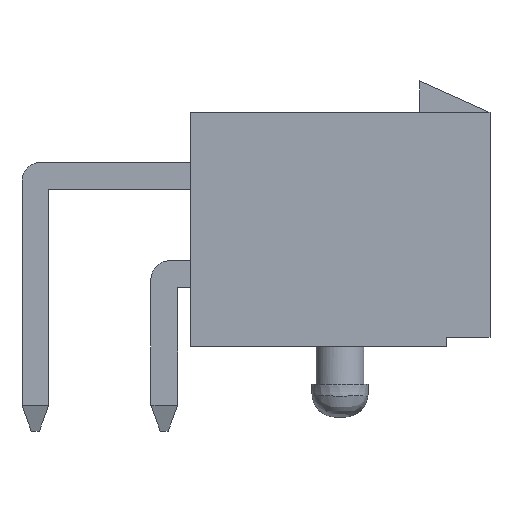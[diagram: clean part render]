
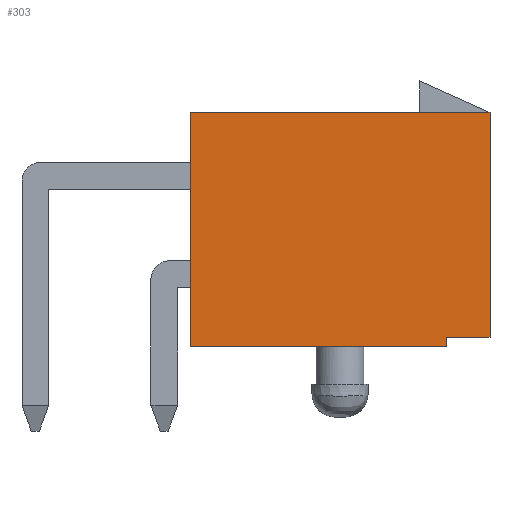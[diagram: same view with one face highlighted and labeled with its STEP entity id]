
A CAD part, left-side view. The second image highlights one B-rep face of the part: STEP entity #303.
In plain terms, the highlighted planar face has unit normal (-1, 0, 0).
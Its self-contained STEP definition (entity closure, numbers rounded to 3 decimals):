
#303 = ADVANCED_FACE( '', ( #606 ), #607, .T. );
#606 = FACE_OUTER_BOUND( '', #1476, .T. );
#607 = PLANE( '', #1477 );
#1476 = EDGE_LOOP( '', ( #2725, #2726, #2727, #2728, #2729, #2730 ) );
#1477 = AXIS2_PLACEMENT_3D( '', #2731, #2732, #2733 );
#2725 = ORIENTED_EDGE( '', *, *, #3295, .T. );
#2726 = ORIENTED_EDGE( '', *, *, #3042, .T. );
#2727 = ORIENTED_EDGE( '', *, *, #3104, .T. );
#2728 = ORIENTED_EDGE( '', *, *, #3296, .T. );
#2729 = ORIENTED_EDGE( '', *, *, #3183, .T. );
#2730 = ORIENTED_EDGE( '', *, *, #3297, .T. );
#2731 = CARTESIAN_POINT( '', ( -2.7, 0., 0. ) );
#2732 = DIRECTION( '', ( -1., 0., 0. ) );
#2733 = DIRECTION( '', ( 0., 0., 1. ) );
#3042 = EDGE_CURVE( '', #3387, #3385, #3388, .T. );
#3104 = EDGE_CURVE( '', #3385, #3495, #3496, .T. );
#3183 = EDGE_CURVE( '', #3623, #3621, #3624, .T. );
#3295 = EDGE_CURVE( '', #3767, #3387, #3768, .T. );
#3296 = EDGE_CURVE( '', #3495, #3623, #3769, .T. );
#3297 = EDGE_CURVE( '', #3621, #3767, #3770, .T. );
#3385 = VERTEX_POINT( '', #3878 );
#3387 = VERTEX_POINT( '', #3881 );
#3388 = LINE( '', #3882, #3883 );
#3495 = VERTEX_POINT( '', #4123 );
#3496 = LINE( '', #4124, #4125 );
#3621 = VERTEX_POINT( '', #4311 );
#3623 = VERTEX_POINT( '', #4314 );
#3624 = LINE( '', #4315, #4316 );
#3767 = VERTEX_POINT( '', #4657 );
#3768 = LINE( '', #4658, #4659 );
#3769 = LINE( '', #4660, #4661 );
#3770 = LINE( '', #4662, #4663 );
#3878 = CARTESIAN_POINT( '', ( -2.7, 6.4, 4.8 ) );
#3881 = CARTESIAN_POINT( '', ( -2.7, -6.4, 4.8 ) );
#3882 = CARTESIAN_POINT( '', ( -2.7, -6.4, 4.8 ) );
#3883 = VECTOR( '', #4990, 1000. );
#4123 = CARTESIAN_POINT( '', ( -2.7, 6.4, -5.2 ) );
#4124 = CARTESIAN_POINT( '', ( -2.7, 6.4, 4.8 ) );
#4125 = VECTOR( '', #5039, 1000. );
#4311 = CARTESIAN_POINT( '', ( -2.7, -4.55, -4.8 ) );
#4314 = CARTESIAN_POINT( '', ( -2.7, -4.55, -5.2 ) );
#4315 = CARTESIAN_POINT( '', ( -2.7, -4.55, -5.2 ) );
#4316 = VECTOR( '', #5108, 1000. );
#4657 = CARTESIAN_POINT( '', ( -2.7, -6.4, -4.8 ) );
#4658 = CARTESIAN_POINT( '', ( -2.7, -6.4, -4.8 ) );
#4659 = VECTOR( '', #5187, 1000. );
#4660 = CARTESIAN_POINT( '', ( -2.7, 6.4, -5.2 ) );
#4661 = VECTOR( '', #5188, 1000. );
#4662 = CARTESIAN_POINT( '', ( -2.7, 6.4, -4.8 ) );
#4663 = VECTOR( '', #5189, 1000. );
#4990 = DIRECTION( '', ( 0., 1., 0. ) );
#5039 = DIRECTION( '', ( 0., 0., -1. ) );
#5108 = DIRECTION( '', ( 0., 0., 1. ) );
#5187 = DIRECTION( '', ( 0., 0., 1. ) );
#5188 = DIRECTION( '', ( 0., -1., 0. ) );
#5189 = DIRECTION( '', ( 0., -1., 0. ) );
